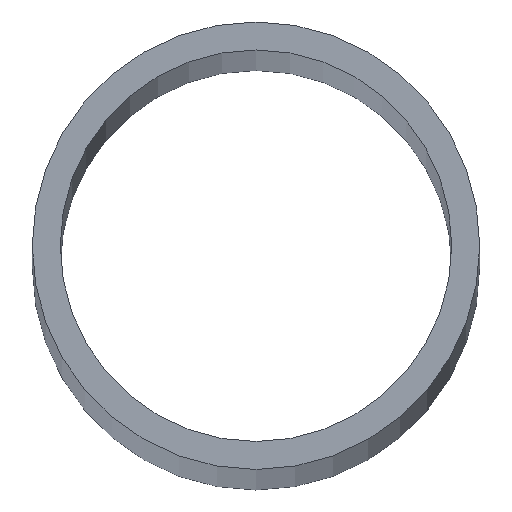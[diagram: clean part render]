
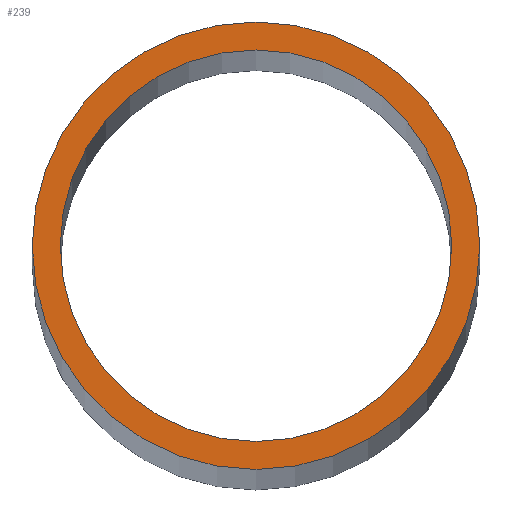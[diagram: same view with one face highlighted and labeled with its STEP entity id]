
A CAD part, top view. The second image highlights one B-rep face of the part: STEP entity #239.
In plain terms, the highlighted planar face has unit normal (0, 0, 1).
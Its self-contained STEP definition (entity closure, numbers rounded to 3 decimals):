
#1 = VERTEX_POINT ( 'NONE', #244 ) ;
#14 = ORIENTED_EDGE ( 'NONE', *, *, #224, .F. ) ;
#17 = CARTESIAN_POINT ( 'NONE',  ( -7., 0., 210. ) ) ;
#22 = EDGE_CURVE ( 'NONE', #79, #209, #45, .T. ) ;
#23 = CARTESIAN_POINT ( 'NONE',  ( 0., 0., 210. ) ) ;
#38 = DIRECTION ( 'NONE',  ( 1., 0., 0. ) ) ;
#39 = CIRCLE ( 'NONE', #180, 8. ) ;
#45 = CIRCLE ( 'NONE', #222, 7. ) ;
#63 = CARTESIAN_POINT ( 'NONE',  ( 0., 0., 210. ) ) ;
#64 = CARTESIAN_POINT ( 'NONE',  ( 7., 0., 210. ) ) ;
#71 = CIRCLE ( 'NONE', #134, 7. ) ;
#79 = VERTEX_POINT ( 'NONE', #64 ) ;
#83 = EDGE_CURVE ( 'NONE', #1, #91, #39, .T. ) ;
#84 = CARTESIAN_POINT ( 'NONE',  ( 0., 0., 210. ) ) ;
#91 = VERTEX_POINT ( 'NONE', #196 ) ;
#97 = ORIENTED_EDGE ( 'NONE', *, *, #22, .F. ) ;
#99 = FACE_OUTER_BOUND ( 'NONE', #191, .T. ) ;
#105 = CARTESIAN_POINT ( 'NONE',  ( 0., 0., 210. ) ) ;
#114 = EDGE_LOOP ( 'NONE', ( #14, #97 ) ) ;
#129 = CIRCLE ( 'NONE', #159, 8. ) ;
#134 = AXIS2_PLACEMENT_3D ( 'NONE', #23, #234, #174 ) ;
#139 = DIRECTION ( 'NONE',  ( 0., 0., 1. ) ) ;
#140 = DIRECTION ( 'NONE',  ( 0., 0., 1. ) ) ;
#150 = EDGE_CURVE ( 'NONE', #91, #1, #129, .T. ) ;
#155 = PLANE ( 'NONE',  #197 ) ;
#159 = AXIS2_PLACEMENT_3D ( 'NONE', #105, #194, #230 ) ;
#173 = DIRECTION ( 'NONE',  ( 1., 0., 0. ) ) ;
#174 = DIRECTION ( 'NONE',  ( 1., 0., 0. ) ) ;
#180 = AXIS2_PLACEMENT_3D ( 'NONE', #84, #140, #173 ) ;
#189 = DIRECTION ( 'NONE',  ( 1., 0., 0. ) ) ;
#191 = EDGE_LOOP ( 'NONE', ( #221, #206 ) ) ;
#194 = DIRECTION ( 'NONE',  ( 0., 0., 1. ) ) ;
#196 = CARTESIAN_POINT ( 'NONE',  ( -8., 0., 210. ) ) ;
#197 = AXIS2_PLACEMENT_3D ( 'NONE', #63, #139, #38 ) ;
#199 = FACE_BOUND ( 'NONE', #114, .T. ) ;
#206 = ORIENTED_EDGE ( 'NONE', *, *, #83, .T. ) ;
#209 = VERTEX_POINT ( 'NONE', #17 ) ;
#221 = ORIENTED_EDGE ( 'NONE', *, *, #150, .T. ) ;
#222 = AXIS2_PLACEMENT_3D ( 'NONE', #225, #247, #189 ) ;
#224 = EDGE_CURVE ( 'NONE', #209, #79, #71, .T. ) ;
#225 = CARTESIAN_POINT ( 'NONE',  ( 0., 0., 210. ) ) ;
#230 = DIRECTION ( 'NONE',  ( 1., 0., 0. ) ) ;
#234 = DIRECTION ( 'NONE',  ( 0., 0., 1. ) ) ;
#239 = ADVANCED_FACE ( 'NONE', ( #99, #199 ), #155, .T. ) ;
#244 = CARTESIAN_POINT ( 'NONE',  ( 8., 0., 210. ) ) ;
#247 = DIRECTION ( 'NONE',  ( 0., 0., 1. ) ) ;
